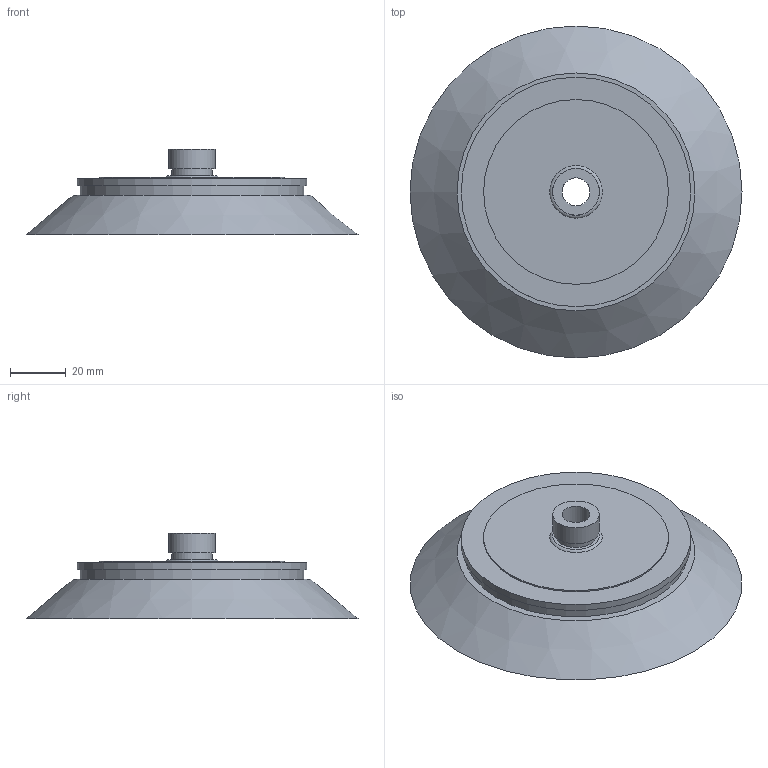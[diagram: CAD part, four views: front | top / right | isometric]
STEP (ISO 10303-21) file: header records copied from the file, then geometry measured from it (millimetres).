
FILE_DESCRIPTION( ( '' ), '1' );
FILE_NAME( '0107721.stp', '2002-11-18T13:02:53', ( 'Andreas Norlén' ), ( 'PIAB AB' ), 'XStep 1.0', 'SE V12', ' ' );
FILE_SCHEMA( ( 'automotive_design' ) );
Length unit declared in the file: millimetre
Products named in the file (1): 0106794
Bounding box: 118.6 x 118.6 x 30.5 mm (x, y, z)
Volume: 103402 mm3; surface area: 28081.3 mm2
Topology: 1 solids, 1 shells, 35 faces, 68 edges, 44 vertices
Faces by surface type: plane 23, cylinder 8, cone 2, torus 2
Full cylindrical faces by diameter (mm): 10 x1, 14.5 x1, 16.66 x1, 25 x1, 30 x1, 66 x1, 80 x1, 82 x1
Entity records: 822 total; most frequent: DIRECTION 152, CARTESIAN_POINT 128, ORIENTED_EDGE 104, AXIS2_PLACEMENT_3D 64, EDGE_LOOP 58, EDGE_CURVE 52, FACE_OUTER_BOUND 45, VERTEX_POINT 40
